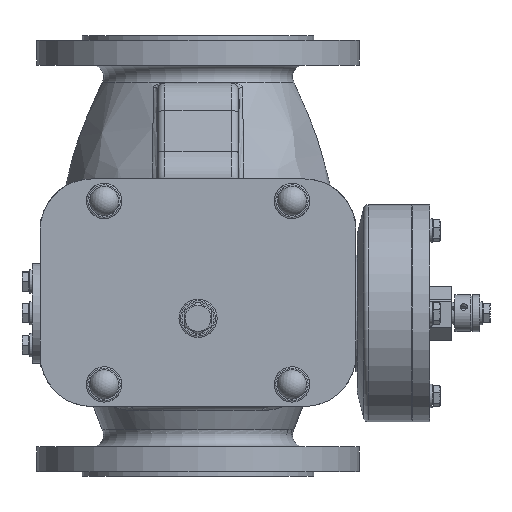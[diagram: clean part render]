
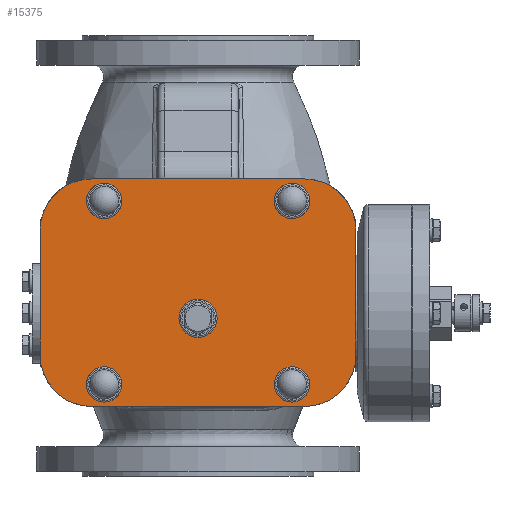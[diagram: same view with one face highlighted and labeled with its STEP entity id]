
A CAD part, front view. The second image highlights one B-rep face of the part: STEP entity #15375.
In plain terms, the highlighted planar face has unit normal (0, -1, 0).
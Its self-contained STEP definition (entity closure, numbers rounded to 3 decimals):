
#1515=LINE('',#32352,#2234);
#1516=LINE('',#32356,#2235);
#1517=LINE('',#32360,#2236);
#1518=LINE('',#32363,#2237);
#2234=VECTOR('',#20626,10.);
#2235=VECTOR('',#20629,10.);
#2236=VECTOR('',#20632,10.);
#2237=VECTOR('',#20635,10.);
#2653=PLANE('',#16903);
#3928=FACE_BOUND('',#5909,.T.);
#3929=FACE_BOUND('',#5910,.T.);
#3930=FACE_BOUND('',#5911,.T.);
#3931=FACE_BOUND('',#5912,.T.);
#3932=FACE_BOUND('',#5913,.T.);
#4804=FACE_OUTER_BOUND('',#5908,.T.);
#5908=EDGE_LOOP('',(#14325,#14326,#14327,#14328,#14329,#14330,#14331,#14332));
#5909=EDGE_LOOP('',(#14333));
#5910=EDGE_LOOP('',(#14334));
#5911=EDGE_LOOP('',(#14335));
#5912=EDGE_LOOP('',(#14336));
#5913=EDGE_LOOP('',(#14337));
#5930=CIRCLE('',#15412,12.95);
#6099=CIRCLE('',#15800,12.);
#6106=CIRCLE('',#15814,12.);
#6118=CIRCLE('',#15832,12.);
#6125=CIRCLE('',#15846,12.);
#6678=CIRCLE('',#16904,35.);
#6679=CIRCLE('',#16905,35.);
#6680=CIRCLE('',#16906,35.);
#6681=CIRCLE('',#16907,35.);
#6687=VERTEX_POINT('',#20679);
#7014=VERTEX_POINT('',#21986);
#7021=VERTEX_POINT('',#22007);
#7043=VERTEX_POINT('',#22059);
#7050=VERTEX_POINT('',#22080);
#8071=VERTEX_POINT('',#32348);
#8072=VERTEX_POINT('',#32349);
#8073=VERTEX_POINT('',#32351);
#8074=VERTEX_POINT('',#32353);
#8075=VERTEX_POINT('',#32355);
#8076=VERTEX_POINT('',#32357);
#8077=VERTEX_POINT('',#32359);
#8078=VERTEX_POINT('',#32361);
#8084=EDGE_CURVE('',#6687,#6687,#5930,.T.);
#8561=EDGE_CURVE('',#7014,#7014,#6099,.T.);
#8568=EDGE_CURVE('',#7021,#7021,#6106,.T.);
#8592=EDGE_CURVE('',#7043,#7043,#6118,.T.);
#8599=EDGE_CURVE('',#7050,#7050,#6125,.T.);
#10161=EDGE_CURVE('',#8071,#8072,#6678,.T.);
#10162=EDGE_CURVE('',#8073,#8071,#1515,.T.);
#10163=EDGE_CURVE('',#8074,#8073,#6679,.T.);
#10164=EDGE_CURVE('',#8075,#8074,#1516,.T.);
#10165=EDGE_CURVE('',#8076,#8075,#6680,.T.);
#10166=EDGE_CURVE('',#8077,#8076,#1517,.T.);
#10167=EDGE_CURVE('',#8078,#8077,#6681,.T.);
#10168=EDGE_CURVE('',#8072,#8078,#1518,.T.);
#14325=ORIENTED_EDGE('',*,*,#10161,.F.);
#14326=ORIENTED_EDGE('',*,*,#10162,.F.);
#14327=ORIENTED_EDGE('',*,*,#10163,.F.);
#14328=ORIENTED_EDGE('',*,*,#10164,.F.);
#14329=ORIENTED_EDGE('',*,*,#10165,.F.);
#14330=ORIENTED_EDGE('',*,*,#10166,.F.);
#14331=ORIENTED_EDGE('',*,*,#10167,.F.);
#14332=ORIENTED_EDGE('',*,*,#10168,.F.);
#14333=ORIENTED_EDGE('',*,*,#8084,.T.);
#14334=ORIENTED_EDGE('',*,*,#8561,.T.);
#14335=ORIENTED_EDGE('',*,*,#8568,.T.);
#14336=ORIENTED_EDGE('',*,*,#8592,.T.);
#14337=ORIENTED_EDGE('',*,*,#8599,.T.);
#15375=ADVANCED_FACE('',(#4804,#3928,#3929,#3930,#3931,#3932),#2653,.T.);
#15412=AXIS2_PLACEMENT_3D('',#20680,#16933,#16934);
#15800=AXIS2_PLACEMENT_3D('',#21987,#17907,#17908);
#15814=AXIS2_PLACEMENT_3D('',#22008,#17935,#17936);
#15832=AXIS2_PLACEMENT_3D('',#22060,#17983,#17984);
#15846=AXIS2_PLACEMENT_3D('',#22081,#18011,#18012);
#16903=AXIS2_PLACEMENT_3D('',#32347,#20622,#20623);
#16904=AXIS2_PLACEMENT_3D('',#32350,#20624,#20625);
#16905=AXIS2_PLACEMENT_3D('',#32354,#20627,#20628);
#16906=AXIS2_PLACEMENT_3D('',#32358,#20630,#20631);
#16907=AXIS2_PLACEMENT_3D('',#32362,#20633,#20634);
#16933=DIRECTION('center_axis',(0.,1.,0.));
#16934=DIRECTION('ref_axis',(-1.,0.,0.));
#17907=DIRECTION('center_axis',(0.,1.,0.));
#17908=DIRECTION('ref_axis',(1.,0.,0.));
#17935=DIRECTION('center_axis',(0.,1.,0.));
#17936=DIRECTION('ref_axis',(1.,0.,0.));
#17983=DIRECTION('center_axis',(0.,1.,0.));
#17984=DIRECTION('ref_axis',(1.,0.,0.));
#18011=DIRECTION('center_axis',(0.,1.,0.));
#18012=DIRECTION('ref_axis',(1.,0.,0.));
#20622=DIRECTION('center_axis',(0.,-1.,0.));
#20623=DIRECTION('ref_axis',(-1.,0.,0.));
#20624=DIRECTION('center_axis',(0.,1.,0.));
#20625=DIRECTION('ref_axis',(0.,0.,
-1.));
#20626=DIRECTION('',(0.,0.,-1.));
#20627=DIRECTION('center_axis',(0.,1.,0.));
#20628=DIRECTION('ref_axis',(1.,0.,0.));
#20629=DIRECTION('',(1.,0.,0.));
#20630=DIRECTION('center_axis',(0.,1.,0.));
#20631=DIRECTION('ref_axis',(0.,0.,
1.));
#20632=DIRECTION('',(0.,0.,1.));
#20633=DIRECTION('center_axis',(0.,1.,0.));
#20634=DIRECTION('ref_axis',(-1.,0.,0.));
#20635=DIRECTION('',(-1.,0.,0.));
#20679=CARTESIAN_POINT('',(12.95,-153.,-42.5));
#20680=CARTESIAN_POINT('Origin',(0.,-153.,-42.5));
#21986=CARTESIAN_POINT('',(52.,-153.,37.5));
#21987=CARTESIAN_POINT('Origin',(64.,-153.,37.5));
#22007=CARTESIAN_POINT('',(52.,-153.,-87.5));
#22008=CARTESIAN_POINT('Origin',(64.,-153.,-87.5));
#22059=CARTESIAN_POINT('',(-76.,-153.,37.5));
#22060=CARTESIAN_POINT('Origin',(-64.,-153.,37.5));
#22080=CARTESIAN_POINT('',(-76.,-153.,-87.5));
#22081=CARTESIAN_POINT('Origin',(-64.,-153.,-87.5));
#32347=CARTESIAN_POINT('Origin',(0.,-153.,-25.));
#32348=CARTESIAN_POINT('',(107.5,-153.,-67.5));
#32349=CARTESIAN_POINT('',(72.5,-153.,-102.5));
#32350=CARTESIAN_POINT('Origin',(72.5,-153.,-67.5));
#32351=CARTESIAN_POINT('',(107.5,-153.,17.5));
#32352=CARTESIAN_POINT('',(107.5,-153.,-67.5));
#32353=CARTESIAN_POINT('',(72.5,-153.,52.5));
#32354=CARTESIAN_POINT('Origin',(72.5,-153.,17.5));
#32355=CARTESIAN_POINT('',(-72.5,-153.,52.5));
#32356=CARTESIAN_POINT('',(72.5,-153.,52.5));
#32357=CARTESIAN_POINT('',(-107.5,-153.,17.5));
#32358=CARTESIAN_POINT('Origin',(-72.5,-153.,17.5));
#32359=CARTESIAN_POINT('',(-107.5,-153.,-67.5));
#32360=CARTESIAN_POINT('',(-107.5,-153.,17.5));
#32361=CARTESIAN_POINT('',(-72.5,-153.,-102.5));
#32362=CARTESIAN_POINT('Origin',(-72.5,-153.,-67.5));
#32363=CARTESIAN_POINT('',(-72.5,-153.,-102.5));
